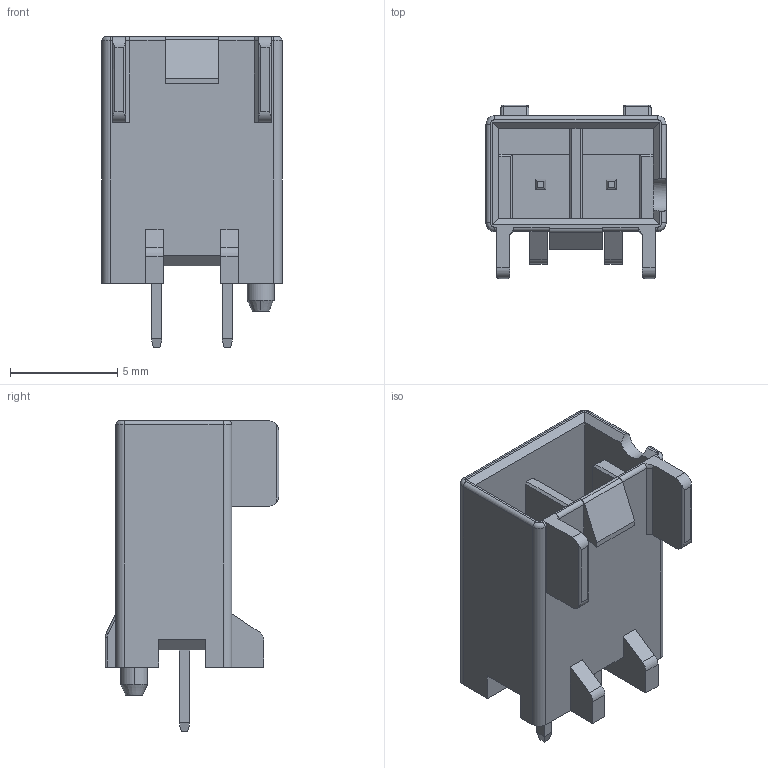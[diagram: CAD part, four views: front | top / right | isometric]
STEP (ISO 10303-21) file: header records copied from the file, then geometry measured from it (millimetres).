
FILE_DESCRIPTION(('Creo Elements/Direct Modeling STEP Export'),'2;1');
FILE_NAME('DF33C-2P-3.3DSA.stp','2015-11-16T14:16:23',(''),(''),'Creo Elements/Direct Modeling STEP processor for AP214 (Solid Model)','Creo Elements/Direct Modeling 18.1E 22-Nov-2013 (C) Parametric Technology GmbH','');
FILE_SCHEMA(('AUTOMOTIVE_DESIGN { 1 0 10303 214 1 1 1 1 }'));
Length unit declared in the file: millimetre
Products named in the file (1): DF33C-2P-3.3DSA
Bounding box: 8.4 x 8.1 x 14.5 mm (x, y, z)
Volume: 291.9 mm3; surface area: 757.7 mm2
Topology: 1 solids, 1 shells, 164 faces, 430 edges, 273 vertices
Faces by surface type: plane 116, cylinder 36, torus 8, cone 4
Entity records: 5303 total; most frequent: CARTESIAN_POINT 1250, ORIENTED_EDGE 860, DIRECTION 803, EDGE_CURVE 430, VECTOR 339, LINE 339, VERTEX_POINT 273, AXIS2_PLACEMENT_3D 232
